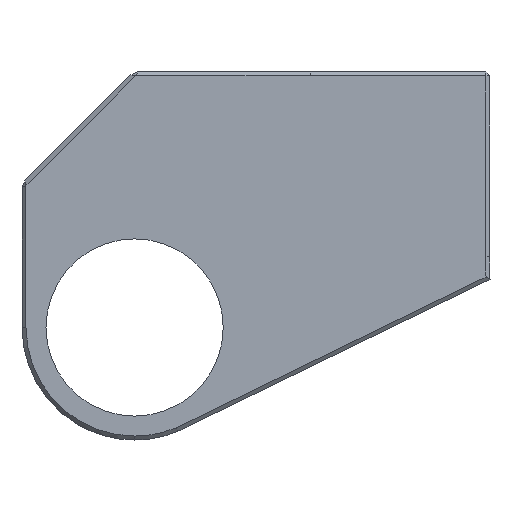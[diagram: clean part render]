
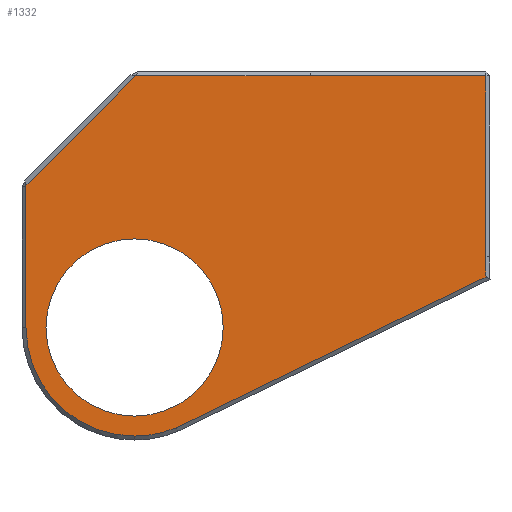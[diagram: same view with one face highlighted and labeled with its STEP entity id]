
A CAD part, left-side view. The second image highlights one B-rep face of the part: STEP entity #1332.
In plain terms, the highlighted planar face has unit normal (-1, 0, 0).
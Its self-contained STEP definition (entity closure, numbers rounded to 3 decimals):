
#125=CIRCLE('',#1416,13.6);
#126=CIRCLE('',#1417,13.6);
#127=CIRCLE('',#1418,11.1);
#128=CIRCLE('',#1419,11.1);
#213=VERTEX_POINT('',#1951);
#215=VERTEX_POINT('',#1957);
#216=VERTEX_POINT('',#1961);
#217=VERTEX_POINT('',#1963);
#218=VERTEX_POINT('',#1965);
#219=VERTEX_POINT('',#1967);
#220=VERTEX_POINT('',#1969);
#221=VERTEX_POINT('',#1971);
#222=VERTEX_POINT('',#1973);
#223=VERTEX_POINT('',#1976);
#224=VERTEX_POINT('',#1977);
#342=VECTOR('',#1605,1.);
#344=VECTOR('',#1608,1.);
#345=VECTOR('',#1609,1.);
#346=VECTOR('',#1610,1.);
#347=VECTOR('',#1611,1.);
#348=VECTOR('',#1612,1.);
#349=VECTOR('',#1617,1.);
#500=LINE('',#1956,#342);
#502=LINE('',#1960,#344);
#503=LINE('',#1962,#345);
#504=LINE('',#1964,#346);
#505=LINE('',#1966,#347);
#506=LINE('',#1968,#348);
#507=LINE('',#1974,#349);
#672=EDGE_CURVE('',#213,#215,#500,.T.);
#674=EDGE_CURVE('',#215,#216,#502,.T.);
#675=EDGE_CURVE('',#213,#217,#503,.T.);
#676=EDGE_CURVE('',#218,#217,#504,.T.);
#677=EDGE_CURVE('',#219,#218,#505,.T.);
#678=EDGE_CURVE('',#220,#219,#506,.T.);
#679=EDGE_CURVE('',#220,#221,#125,.T.);
#680=EDGE_CURVE('',#221,#222,#126,.T.);
#681=EDGE_CURVE('',#216,#222,#507,.T.);
#682=EDGE_CURVE('',#223,#224,#127,.T.);
#683=EDGE_CURVE('',#224,#223,#128,.T.);
#911=ORIENTED_EDGE('',*,*,#674,.F.);
#912=ORIENTED_EDGE('',*,*,#672,.F.);
#913=ORIENTED_EDGE('',*,*,#675,.T.);
#914=ORIENTED_EDGE('',*,*,#676,.F.);
#915=ORIENTED_EDGE('',*,*,#677,.F.);
#916=ORIENTED_EDGE('',*,*,#678,.F.);
#917=ORIENTED_EDGE('',*,*,#679,.T.);
#918=ORIENTED_EDGE('',*,*,#680,.T.);
#919=ORIENTED_EDGE('',*,*,#681,.F.);
#920=ORIENTED_EDGE('',*,*,#682,.T.);
#921=ORIENTED_EDGE('',*,*,#683,.T.);
#1174=EDGE_LOOP('',(#911,#912,#913,#914,#915,#916,#917,#918,#919));
#1175=EDGE_LOOP('',(#920,#921));
#1255=FACE_BOUND('',#1174,.T.);
#1256=FACE_BOUND('',#1175,.T.);
#1332=ADVANCED_FACE('',(#1255,#1256),#2180,.F.);
#1415=AXIS2_PLACEMENT_3D('',#1959,#1607,$);
#1416=AXIS2_PLACEMENT_3D('',#1970,#1613,#1614);
#1417=AXIS2_PLACEMENT_3D('',#1972,#1615,#1616);
#1418=AXIS2_PLACEMENT_3D('',#1975,#1618,#1619);
#1419=AXIS2_PLACEMENT_3D('',#1978,#1620,#1621);
#1605=DIRECTION('',(0.,0.,-1.));
#1607=DIRECTION('',(1.,0.,0.));
#1608=DIRECTION('',(0.,-0.002,-1.));
#1609=DIRECTION('',(0.,1.,0.));
#1610=DIRECTION('',(0.,-1.,0.));
#1611=DIRECTION('',(0.,-0.707,0.707));
#1612=DIRECTION('',(0.,0.,1.));
#1613=DIRECTION('',(-1.,0.,0.));
#1614=DIRECTION('',(0.,0.,-13.6));
#1615=DIRECTION('',(-1.,0.,0.));
#1616=DIRECTION('',(0.,0.,-13.6));
#1617=DIRECTION('',(0.,0.899,-0.437));
#1618=DIRECTION('',(1.,0.,0.));
#1619=DIRECTION('',(0.,0.,11.1));
#1620=DIRECTION('',(1.,0.,0.));
#1621=DIRECTION('',(0.,0.,11.1));
#1951=CARTESIAN_POINT('',(-166.9,441.247,22.759));
#1956=CARTESIAN_POINT('',(-166.9,441.247,22.759));
#1957=CARTESIAN_POINT('',(-166.9,441.247,0.107));
#1959=CARTESIAN_POINT('',(-166.9,470.047,0.209));
#1960=CARTESIAN_POINT('',(-166.9,441.247,0.107));
#1961=CARTESIAN_POINT('',(-166.9,441.242,-2.429));
#1962=CARTESIAN_POINT('',(-166.9,441.247,22.759));
#1963=CARTESIAN_POINT('',(-166.9,463.241,22.759));
#1964=CARTESIAN_POINT('',(-166.9,485.14,22.759));
#1965=CARTESIAN_POINT('',(-166.9,485.14,22.759));
#1966=CARTESIAN_POINT('',(-166.9,498.847,9.051));
#1967=CARTESIAN_POINT('',(-166.9,498.847,9.051));
#1968=CARTESIAN_POINT('',(-166.9,498.847,-8.741));
#1969=CARTESIAN_POINT('',(-166.9,498.847,-8.741));
#1970=CARTESIAN_POINT('',(-166.9,485.247,-8.741));
#1971=CARTESIAN_POINT('',(-166.9,485.247,-22.341));
#1972=CARTESIAN_POINT('',(-166.9,485.247,-8.741));
#1973=CARTESIAN_POINT('',(-166.9,480.036,-21.303));
#1974=CARTESIAN_POINT('',(-166.9,441.242,-2.429));
#1975=CARTESIAN_POINT('',(-166.9,485.247,-8.741));
#1976=CARTESIAN_POINT('',(-166.9,485.247,2.359));
#1977=CARTESIAN_POINT('',(-166.9,485.247,-19.841));
#1978=CARTESIAN_POINT('',(-166.9,485.247,-8.741));
#2180=PLANE('',#1415);
